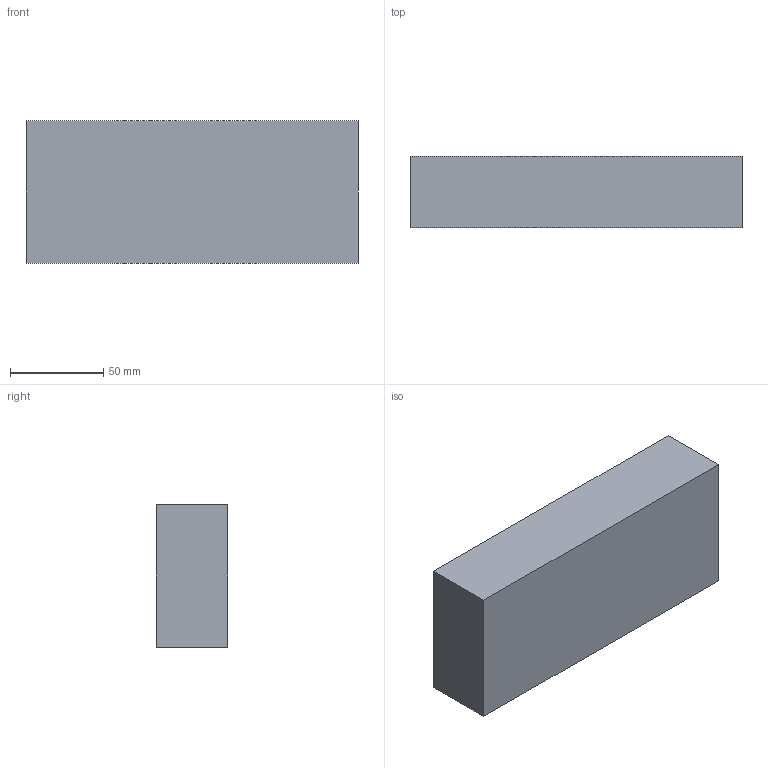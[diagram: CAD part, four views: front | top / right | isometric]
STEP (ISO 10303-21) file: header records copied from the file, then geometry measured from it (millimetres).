
FILE_DESCRIPTION (( 'STEP AP203' ), '1' );
FILE_NAME ('MOLD_SUN_v2.STEP', '2024-10-18T20:41:47', ( '' ), ( '' ), 'SwSTEP 2.0', 'SolidWorks 2021', '' );
FILE_SCHEMA (( 'CONFIG_CONTROL_DESIGN' ));
Length unit declared in the file: inch
Products named in the file (1): MOLD_SUN_v2
Bounding box: 177.8 x 38.1 x 76.2 mm (x, y, z)
Volume: 423937.8 mm3; surface area: 55268.7 mm2
Topology: 1 solids, 1 shells, 50 faces, 108 edges, 66 vertices
Faces by surface type: torus 20, sphere 12, plane 10, cylinder 8
Entity records: 1411 total; most frequent: DIRECTION 282, CARTESIAN_POINT 213, ORIENTED_EDGE 200, AXIS2_PLACEMENT_3D 131, EDGE_CURVE 100, CIRCLE 80, VERTEX_POINT 62, EDGE_LOOP 60
